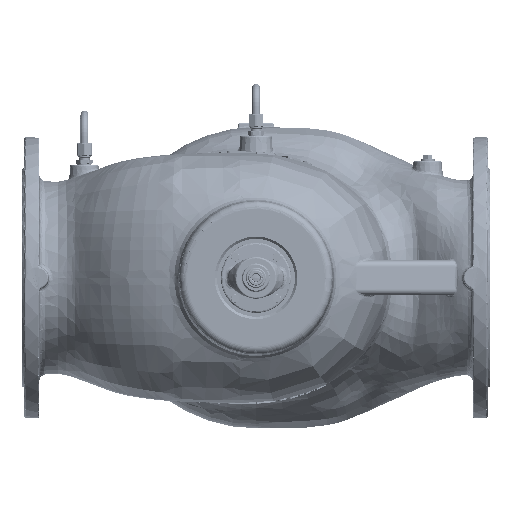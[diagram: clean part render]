
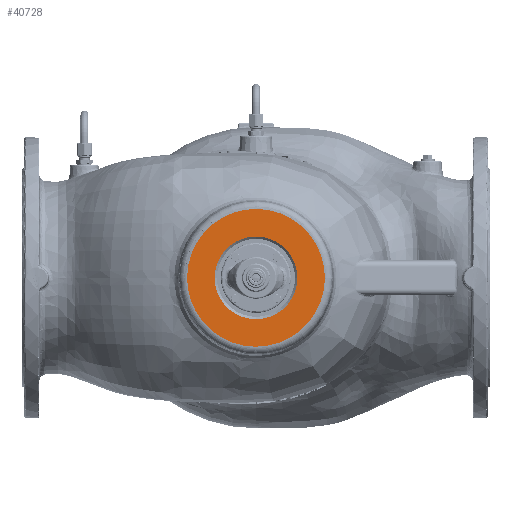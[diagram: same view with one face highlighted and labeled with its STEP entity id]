
A CAD part, front view. The second image highlights one B-rep face of the part: STEP entity #40728.
In plain terms, the highlighted planar face has unit normal (0, -1, 0).
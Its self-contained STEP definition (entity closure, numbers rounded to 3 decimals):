
#3018=CARTESIAN_POINT('',(0.,-245.,0.));
#3019=DIRECTION('',(0.,1.,0.));
#3020=DIRECTION('',(1.,0.,0.));
#3021=AXIS2_PLACEMENT_3D('',#3018,#3019,#3020);
#3023=CARTESIAN_POINT('',(0.,-245.,0.));
#3024=DIRECTION('',(0.,1.,0.));
#3025=DIRECTION('',(1.,0.,-0.017));
#3026=AXIS2_PLACEMENT_3D('',#3023,#3024,#3025);
#3028=CARTESIAN_POINT('',(0.,-245.,0.));
#3029=DIRECTION('',(0.,1.,0.));
#3030=DIRECTION('',(-1.,0.,0.));
#3031=AXIS2_PLACEMENT_3D('',#3028,#3029,#3030);
#3033=CARTESIAN_POINT('',(0.,-245.,0.));
#3034=DIRECTION('',(0.,1.,0.));
#3035=DIRECTION('',(-1.,0.,0.017));
#3036=AXIS2_PLACEMENT_3D('',#3033,#3034,#3035);
#3038=CARTESIAN_POINT('',(0.,-245.,0.));
#3039=DIRECTION('',(0.,-1.,0.));
#3040=DIRECTION('',(1.,0.,0.));
#3041=AXIS2_PLACEMENT_3D('',#3038,#3039,#3040);
#3043=CARTESIAN_POINT('',(0.,-245.,0.));
#3044=DIRECTION('',(0.,-1.,0.));
#3045=DIRECTION('',(-1.,0.,0.));
#3046=AXIS2_PLACEMENT_3D('',#3043,#3044,#3045);
#29765=CARTESIAN_POINT('',(88.331,-245.,-1.462));
#29766=CARTESIAN_POINT('',(-88.343,-245.,0.));
#29767=VERTEX_POINT('',#29765);
#29768=VERTEX_POINT('',#29766);
#29769=CARTESIAN_POINT('',(88.343,-245.,0.));
#29770=VERTEX_POINT('',#29769);
#29775=CARTESIAN_POINT('',(-88.331,-245.,1.462));
#29776=VERTEX_POINT('',#29775);
#29777=CARTESIAN_POINT('',(53.,-245.,0.));
#29778=CARTESIAN_POINT('',(-53.,-245.,0.));
#29779=VERTEX_POINT('',#29777);
#29780=VERTEX_POINT('',#29778);
#40709=CARTESIAN_POINT('',(0.,-245.,0.));
#40710=DIRECTION('',(0.,-1.,0.));
#40711=DIRECTION('',(1.,0.,0.));
#40712=AXIS2_PLACEMENT_3D('',#40709,#40710,#40711);
#40713=PLANE('',#40712);
#40715=ORIENTED_EDGE('',*,*,#40714,.T.);
#40717=ORIENTED_EDGE('',*,*,#40716,.T.);
#40718=ORIENTED_EDGE('',*,*,#40697,.T.);
#40719=ORIENTED_EDGE('',*,*,#40695,.T.);
#40720=EDGE_LOOP('',(#40715,#40717,#40718,#40719));
#40721=FACE_OUTER_BOUND('',#40720,.F.);
#40723=ORIENTED_EDGE('',*,*,#40722,.T.);
#40725=ORIENTED_EDGE('',*,*,#40724,.T.);
#40726=EDGE_LOOP('',(#40723,#40725));
#40727=FACE_BOUND('',#40726,.F.);
#40728=ADVANCED_FACE('',(#40721,#40727),#40713,.T.);
#3022=CIRCLE('',#3021,88.343);
#3027=CIRCLE('',#3026,88.343);
#3032=CIRCLE('',#3031,88.343);
#3037=CIRCLE('',#3036,88.343);
#3042=CIRCLE('',#3041,53.);
#3047=CIRCLE('',#3046,53.);
#40695=EDGE_CURVE('',#29776,#29770,#3037,.T.);
#40697=EDGE_CURVE('',#29768,#29776,#3032,.T.);
#40714=EDGE_CURVE('',#29770,#29767,#3022,.T.);
#40716=EDGE_CURVE('',#29767,#29768,#3027,.T.);
#40722=EDGE_CURVE('',#29779,#29780,#3042,.T.);
#40724=EDGE_CURVE('',#29780,#29779,#3047,.T.);
